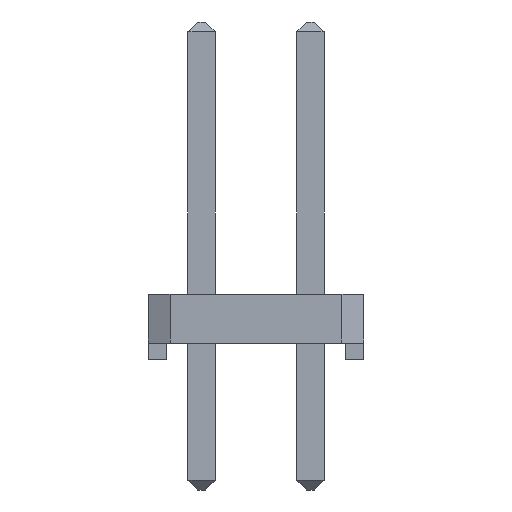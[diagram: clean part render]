
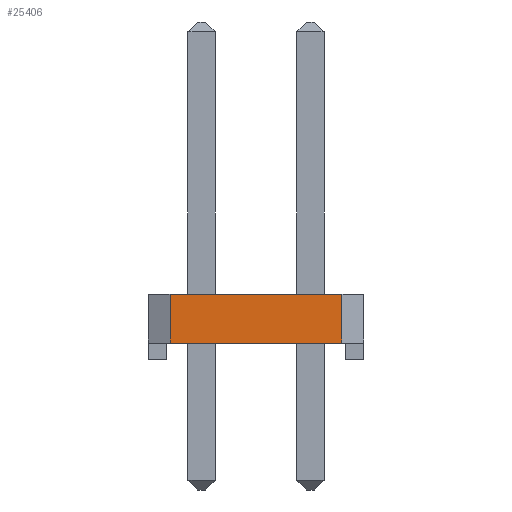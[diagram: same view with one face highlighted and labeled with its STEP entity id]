
A CAD part, left-side view. The second image highlights one B-rep face of the part: STEP entity #25406.
In plain terms, the highlighted planar face has unit normal (-1, 0, 0).
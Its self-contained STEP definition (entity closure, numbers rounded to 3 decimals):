
#25103=CARTESIAN_POINT('',(-22.86,-2.007,0.381));
#25104=VERTEX_POINT('',#25103);
#25111=CARTESIAN_POINT('',(-22.86,2.007,0.381));
#25112=VERTEX_POINT('',#25111);
#25113=CARTESIAN_POINT('',(-22.86,2.007,0.381));
#25114=DIRECTION('',(0.0,-1.0,0.0));
#25115=VECTOR('',#25114,4.013);
#25116=LINE('',#25113,#25115);
#25117=EDGE_CURVE('',#25112,#25104,#25116,.T.);
#25240=CARTESIAN_POINT('',(-22.86,-2.007,1.524));
#25241=VERTEX_POINT('',#25240);
#25248=CARTESIAN_POINT('',(-22.86,-2.007,1.524));
#25249=DIRECTION('',(0.0,0.0,-1.0));
#25250=VECTOR('',#25249,1.143);
#25251=LINE('',#25248,#25250);
#25252=EDGE_CURVE('',#25241,#25104,#25251,.T.);
#25372=CARTESIAN_POINT('',(-22.86,2.007,1.524));
#25373=VERTEX_POINT('',#25372);
#25374=CARTESIAN_POINT('',(-22.86,2.007,1.524));
#25375=DIRECTION('',(0.0,0.0,-1.0));
#25376=VECTOR('',#25375,1.143);
#25377=LINE('',#25374,#25376);
#25378=EDGE_CURVE('',#25373,#25112,#25377,.T.);
#25390=CARTESIAN_POINT('',(-22.86,2.007,1.524));
#25391=DIRECTION('',(-1.0,0.0,0.0));
#25392=DIRECTION('',(0.0,0.0,1.0));
#25393=AXIS2_PLACEMENT_3D('',#25390,#25391,#25392);
#25394=PLANE('',#25393);
#25395=ORIENTED_EDGE('',*,*,#25117,.T.);
#25396=ORIENTED_EDGE('',*,*,#25252,.F.);
#25397=CARTESIAN_POINT('',(-22.86,2.007,1.524));
#25398=DIRECTION('',(0.0,-1.0,0.0));
#25399=VECTOR('',#25398,4.013);
#25400=LINE('',#25397,#25399);
#25401=EDGE_CURVE('',#25373,#25241,#25400,.T.);
#25402=ORIENTED_EDGE('',*,*,#25401,.F.);
#25403=ORIENTED_EDGE('',*,*,#25378,.T.);
#25404=EDGE_LOOP('',(#25395,#25396,#25402,#25403));
#25405=FACE_OUTER_BOUND('',#25404,.T.);
#25406=ADVANCED_FACE('',(#25405),#25394,.T.);
